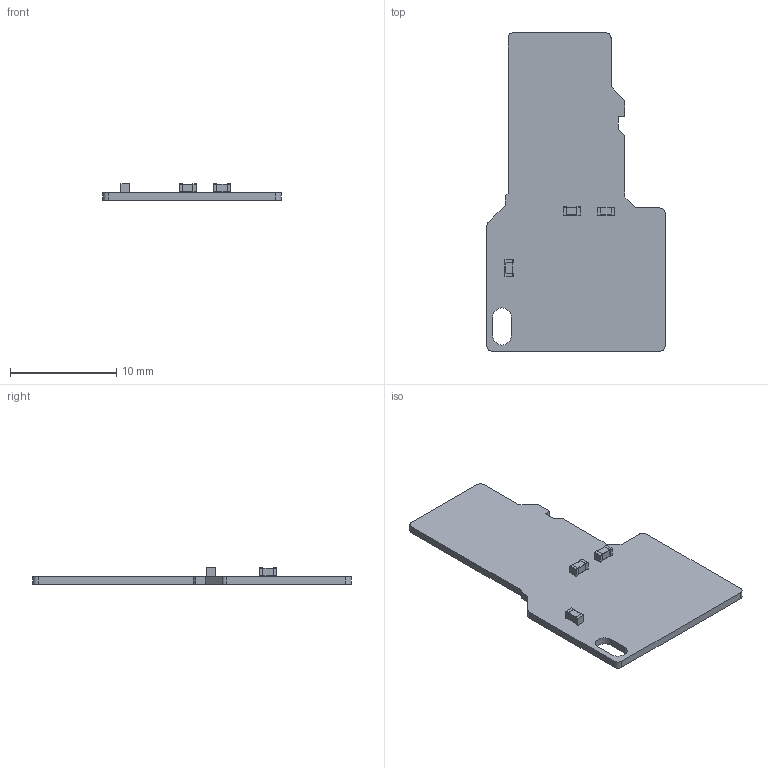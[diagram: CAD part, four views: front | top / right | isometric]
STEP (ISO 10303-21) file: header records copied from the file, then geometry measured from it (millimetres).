
FILE_DESCRIPTION(('KiCad electronic assembly'),'2;1');
FILE_NAME('emmc_key.step','2021-04-16T12:50:49',('An Author'),( 'A Company'),'Open CASCADE STEP processor 6.9', 'KiCad to STEP converter','Unknown');
FILE_SCHEMA(('AUTOMOTIVE_DESIGN { 1 0 10303 214 1 1 1 1 }'));
Length unit declared in the file: millimetre
Products named in the file (4): Open CASCADE STEP translator 6.9 1; C_0603_1608Metric; SOLID; COMPOUND
Assembly tree (5 placements, depth 3):
  Open CASCADE STEP translator 6.9 1
    C_0603_1608Metric  x3
      SOLID
    COMPOUND
Bounding box: 16.8 x 30 x 1.55 mm (x, y, z)
Volume: 278.5 mm3; surface area: 876.5 mm2
Topology: 4 solids, 4 shells, 114 faces, 300 edges, 200 vertices
Faces by surface type: plane 70, cylinder 44
Entity records: 4184 total; most frequent: CARTESIAN_POINT 708, DIRECTION 624, LINE 388, VECTOR 388, ORIENTED_EDGE 312, PCURVE 312, DEFINITIONAL_REPRESENTATION 312, EDGE_CURVE 156
